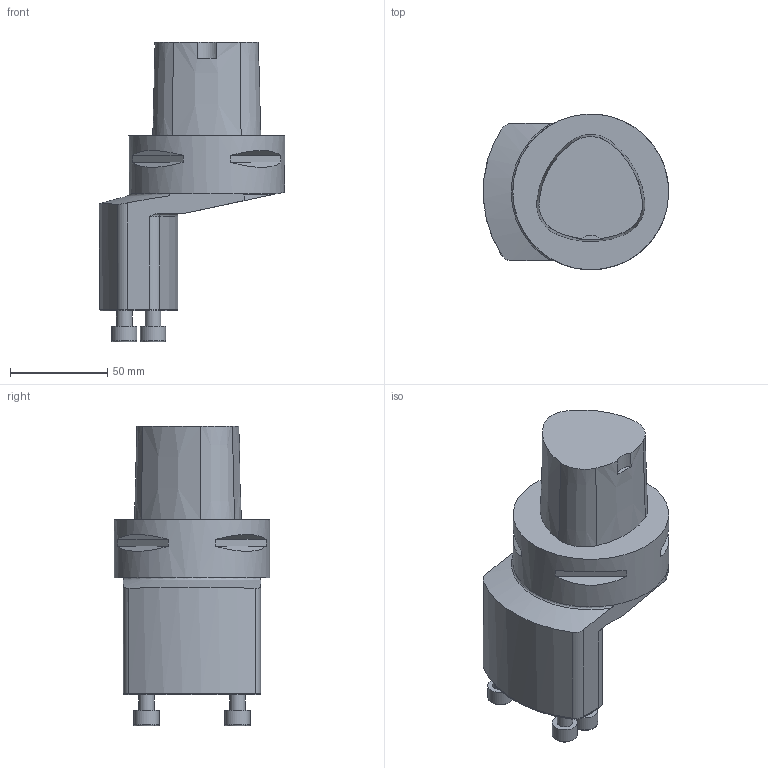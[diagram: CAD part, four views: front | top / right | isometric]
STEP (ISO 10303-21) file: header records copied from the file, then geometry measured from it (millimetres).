
FILE_DESCRIPTION(/* description */ (''),/* implementation_level */ '2;1');
FILE_NAME(/* name */ '1524470487398.stp',/* time_stamp */ '2018-04-23T10:01:36+02:00',/* author */ (''),/* organization */ ('SMS'),/* preprocessor_version */ 'ST-DEVELOPER v15',/* originating_system */ 'SIEMENS PLM Software NX 8.5',/* authorisation */ '');
FILE_SCHEMA (('AUTOMOTIVE_DESIGN { 1 0 10303 214 3 1 1 1 }'));
Length unit declared in the file: millimetre
Products named in the file (1): 201607237mod000_00
Bounding box: 95.13 x 80 x 154 mm (x, y, z)
Volume: 419257 mm3; surface area: 41900.9 mm2
Topology: 1 solids, 1 shells, 74 faces, 168 edges, 112 vertices
Faces by surface type: plane 33, cylinder 24, torus 10, cone 7
Full cylindrical faces by diameter (mm): 8 x4, 13 x4, 80 x1
Entity records: 2118 total; most frequent: CARTESIAN_POINT 419, DIRECTION 373, ORIENTED_EDGE 300, AXIS2_PLACEMENT_3D 160, EDGE_CURVE 150, VERTEX_POINT 105, EDGE_LOOP 101, ADVANCED_FACE 74
